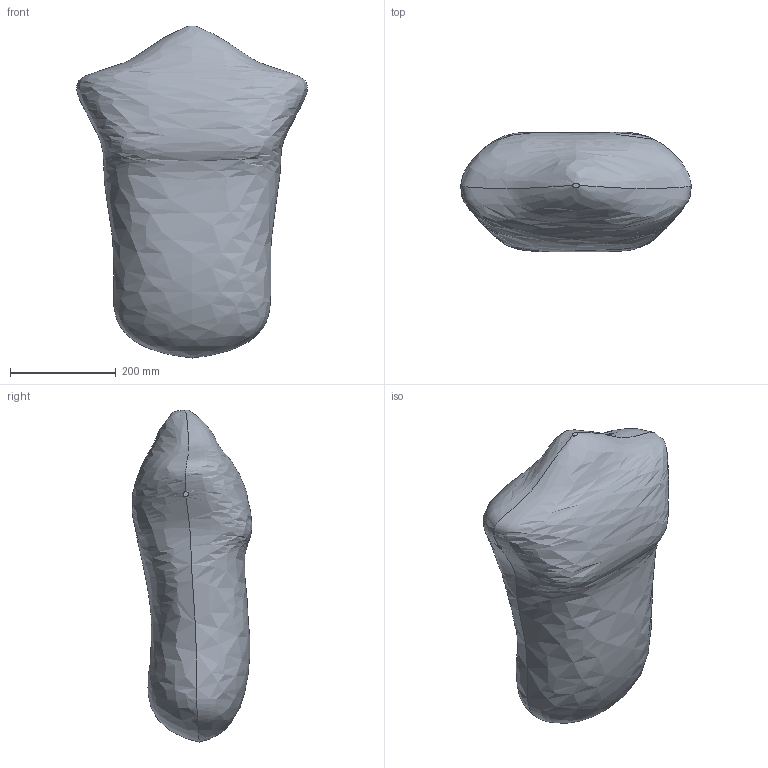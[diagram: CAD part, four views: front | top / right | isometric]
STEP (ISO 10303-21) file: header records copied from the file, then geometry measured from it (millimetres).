
FILE_DESCRIPTION (( 'STEP AP203' ), '1' );
FILE_NAME ('torso_Default_sldprt.STEP', '2020-01-15T12:30:30', ( '' ), ( '' ), 'SwSTEP 2.0', 'SolidWorks 2017', '' );
FILE_SCHEMA (( 'CONFIG_CONTROL_DESIGN' ));
Length unit declared in the file: millimetre
Products named in the file (1): torso_Default_sldprt
Bounding box: 437.47 x 226.68 x 629.18 mm (x, y, z)
Volume: 29270219.3 mm3; surface area: 551400.8 mm2
Topology: 1 solids, 1 shells, 9 faces, 20 edges, 13 vertices
Faces by surface type: cylinder 4, plane 3, bspline 2
Entity records: 2306 total; most frequent: CARTESIAN_POINT 2052, ORIENTED_EDGE 40, DIRECTION 28, EDGE_CURVE 20, VERTEX_POINT 13, AXIS2_PLACEMENT_3D 12, B_SPLINE_CURVE_WITH_KNOTS 12, EDGE_LOOP 9
